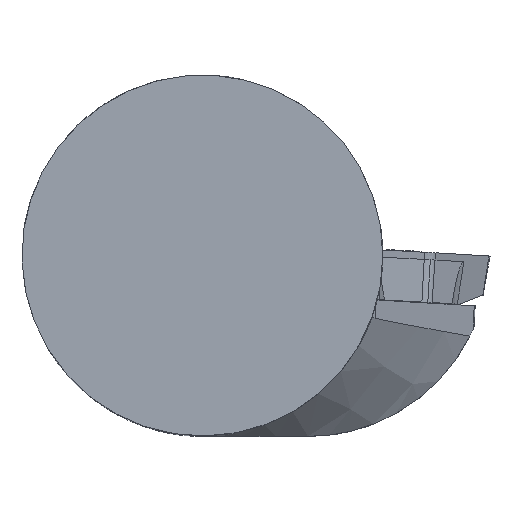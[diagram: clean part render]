
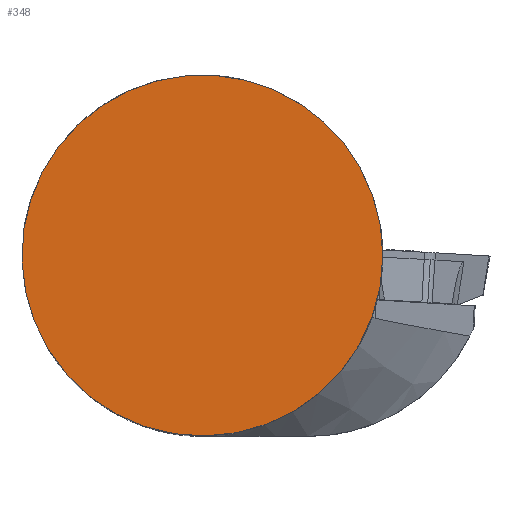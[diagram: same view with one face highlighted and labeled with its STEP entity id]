
A CAD part, top view. The second image highlights one B-rep face of the part: STEP entity #348.
In plain terms, the highlighted planar face has unit normal (0, 0, 1).
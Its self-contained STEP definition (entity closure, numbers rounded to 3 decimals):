
#164=PLANE('',#2193);
#250=FACE_OUTER_BOUND('',#508,.T.);
#348=ADVANCED_FACE('',(#250),#164,.T.);
#508=EDGE_LOOP('',(#1084));
#622=CIRCLE('',#2066,20.);
#1084=ORIENTED_EDGE('',*,*,#1435,.T.);
#1254=VERTEX_POINT('',#2952);
#1435=EDGE_CURVE('',#1254,#1254,#622,.T.);
#2066=AXIS2_PLACEMENT_3D('',#2951,#2285,#2286);
#2193=AXIS2_PLACEMENT_3D('',#3466,#2647,#2648);
#2285=DIRECTION('',(0.,0.,1.));
#2286=DIRECTION('',(1.,0.,0.));
#2647=DIRECTION('',(0.,0.,1.));
#2648=DIRECTION('',(1.,0.,0.));
#2951=CARTESIAN_POINT('',(0.,0.,0.));
#2952=CARTESIAN_POINT('',(20.,0.,0.));
#3466=CARTESIAN_POINT('',(0.,0.,0.));
